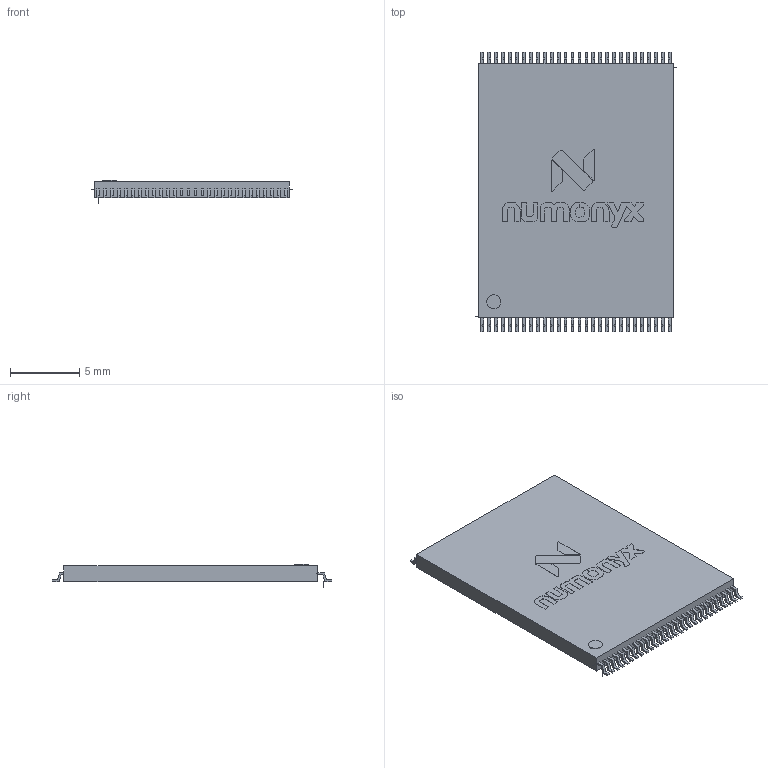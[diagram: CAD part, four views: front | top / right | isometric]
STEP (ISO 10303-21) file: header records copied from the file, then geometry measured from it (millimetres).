
FILE_DESCRIPTION (( 'STEP AP214' ), '1' );
FILE_NAME ('SW3dPS-TSOP1-56_NU.STEP', '2009-10-09T10:37:50', ( 'SysAdmin' ), ( 'SolidWorks' ), 'SwSTEP 2.0', 'SolidWorks 2009', '' );
FILE_SCHEMA (( 'AUTOMOTIVE_DESIGN' ));
Length unit declared in the file: millimetre
Products named in the file (35): SW3dPS-TSOP1-56_NU_TSOP1-57; SW3dPS-TSOP1-56_NU_Open CASCADE STEP translator 6.2 35.3; SW3dPS-TSOP1-56_NU_Extruded11; SW3dPS-TSOP1-56_NU_457820625; SW3dPS-TSOP1-56_NU_Extruded19; SW3dPS-TSOP1-56_NU_368565201; SW3dPS-TSOP1-56_NU_Free-Models5; SW3dPS-TSOP1-56_NU_Board6; SW3dPS-TSOP1-56_NU_368340593; SW3dPS-TSOP1-56_NU_Extruded10; SW3dPS-TSOP1-56_NU_368560593; SW3dPS-TSOP1-56_NU_PINTSOP1-57; SW3dPS-TSOP1-56_NU_Board7; SW3dPS-TSOP1-56_NU_Cylinder1; SW3dPS-TSOP1-56_NU_BODYTSOP1-57; SW3dPS-TSOP1-56_NU_Open_CASCADE_STEP_translator_6.2_20.3; SW3dPS-TSOP1-56_NU_Free-Models4; SW3dPS-TSOP1-56_NU_Board4; SW3dPS-TSOP1-56_NU_Board5; SW3dPS-TSOP1-56_NU; SW3dPS-TSOP1-56_NU_Extruded18; SW3dPS-TSOP1-56_NU_457824209; SW3dPS-TSOP1-56_NU_Free-Models3; SW3dPS-TSOP1-56_NU_457824465; SW3dPS-TSOP1-56_NU_Extruded15; SW3dPS-TSOP1-56_NU_457817809; SW3dPS-TSOP1-56_NU_Extruded13; SW3dPS-TSOP1-56_NU_457823313; SW3dPS-TSOP1-56_NU_Extruded17; SW3dPS-TSOP1-56_NU_457820753; SW3dPS-TSOP1-56_NU_Extruded14; SW3dPS-TSOP1-56_NU_457826257; SW3dPS-TSOP1-56_NU_Extruded16; SW3dPS-TSOP1-56_NU_457820881; SW3dPS-TSOP1-56_NU_Extruded12
Assembly tree (90 placements, depth 8):
  SW3dPS-TSOP1-56_NU
    SW3dPS-TSOP1-56_NU_Board5
    SW3dPS-TSOP1-56_NU_Free-Models3
      SW3dPS-TSOP1-56_NU_457826257  x2
        SW3dPS-TSOP1-56_NU_Extruded14
      SW3dPS-TSOP1-56_NU_457823313
        SW3dPS-TSOP1-56_NU_Extruded13
      SW3dPS-TSOP1-56_NU_457824209
        SW3dPS-TSOP1-56_NU_Extruded18
      SW3dPS-TSOP1-56_NU_457820753
        SW3dPS-TSOP1-56_NU_Extruded12
      SW3dPS-TSOP1-56_NU_457824465
        SW3dPS-TSOP1-56_NU_Extruded17
      SW3dPS-TSOP1-56_NU_457817809
        SW3dPS-TSOP1-56_NU_Extruded15
      SW3dPS-TSOP1-56_NU_457820625
        SW3dPS-TSOP1-56_NU_Extruded11
      SW3dPS-TSOP1-56_NU_457820881
        SW3dPS-TSOP1-56_NU_Extruded16
    SW3dPS-TSOP1-56_NU_Open CASCADE STEP translator 6.2 35.3
      SW3dPS-TSOP1-56_NU_TSOP1-57
        SW3dPS-TSOP1-56_NU_Open_CASCADE_STEP_translator_6.2_20.3
          SW3dPS-TSOP1-56_NU_PINTSOP1-57  x56
            SW3dPS-TSOP1-56_NU_Free-Models5
              SW3dPS-TSOP1-56_NU_368565201
                SW3dPS-TSOP1-56_NU_Extruded19
            SW3dPS-TSOP1-56_NU_Board6
          SW3dPS-TSOP1-56_NU_BODYTSOP1-57
            SW3dPS-TSOP1-56_NU_Free-Models4
              SW3dPS-TSOP1-56_NU_368560593
                SW3dPS-TSOP1-56_NU_Extruded10
              SW3dPS-TSOP1-56_NU_368340593
                SW3dPS-TSOP1-56_NU_Cylinder1
            SW3dPS-TSOP1-56_NU_Board7
        SW3dPS-TSOP1-56_NU_Board4
Bounding box: 14.54 x 20.12 x 1.68 mm (x, y, z)
Volume: 297.8 mm3; surface area: 677.4 mm2
Topology: 125 solids, 127 shells, 1125 faces, 2618 edges, 1746 vertices
Faces by surface type: plane 1123, cylinder 2
Entity records: 8266 total; most frequent: CARTESIAN_POINT 1294, DIRECTION 1249, ORIENTED_EDGE 1146, EDGE_CURVE 575, LINE 571, VECTOR 571, VERTEX_POINT 384, AXIS2_PLACEMENT_3D 339
